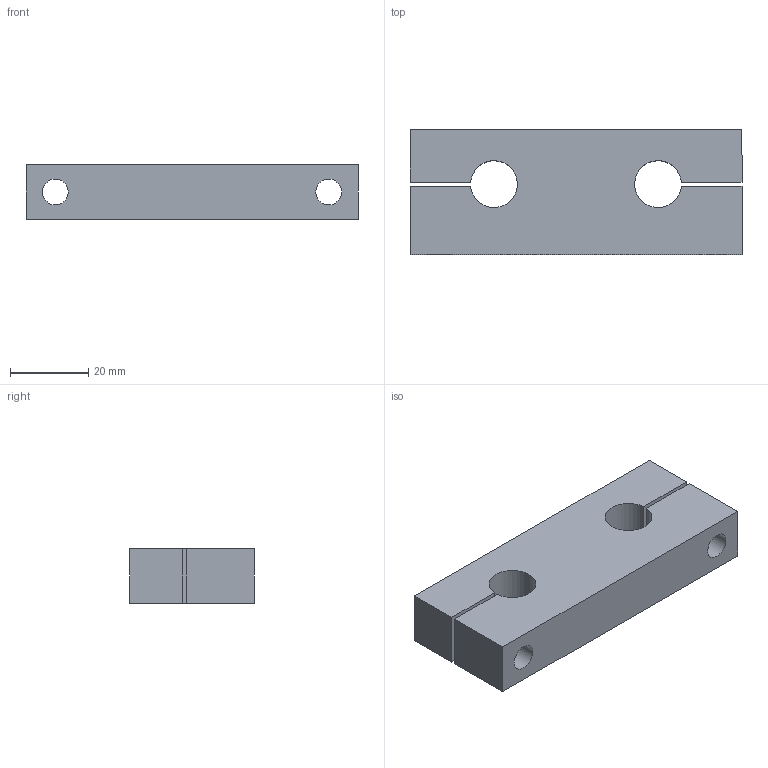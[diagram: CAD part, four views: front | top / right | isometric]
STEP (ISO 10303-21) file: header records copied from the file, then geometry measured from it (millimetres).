
FILE_DESCRIPTION (( 'STEP AP203' ), '1' );
FILE_NAME ('STA-12.step', '2021-08-25T09:27:38', ( '' ), ( '' ), 'SwSTEP 2.0', 'SolidWorks 2020', '' );
FILE_SCHEMA (( 'CONFIG_CONTROL_DESIGN' ));
Length unit declared in the file: millimetre
Products named in the file (1): STA-12
Bounding box: 85 x 32 x 14 mm (x, y, z)
Volume: 31567.3 mm3; surface area: 11261.8 mm2
Topology: 1 solids, 1 shells, 22 faces, 56 edges, 38 vertices
Faces by surface type: plane 14, cylinder 8
Full cylindrical faces by diameter (mm): 6.6 x4, 11 x2
Entity records: 717 total; most frequent: DIRECTION 110, CARTESIAN_POINT 107, ORIENTED_EDGE 96, EDGE_CURVE 48, AXIS2_PLACEMENT_3D 39, EDGE_LOOP 38, VERTEX_POINT 36, LINE 32
